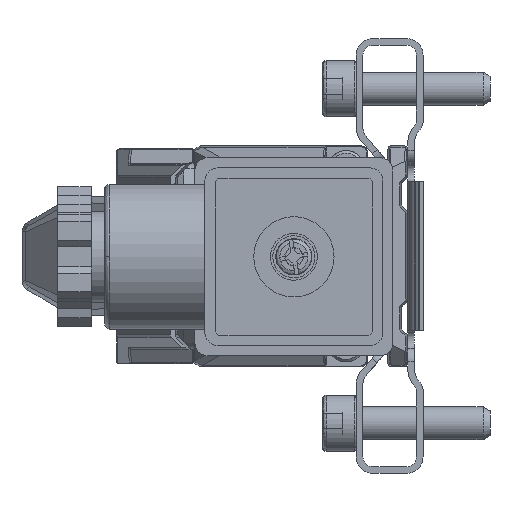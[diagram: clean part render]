
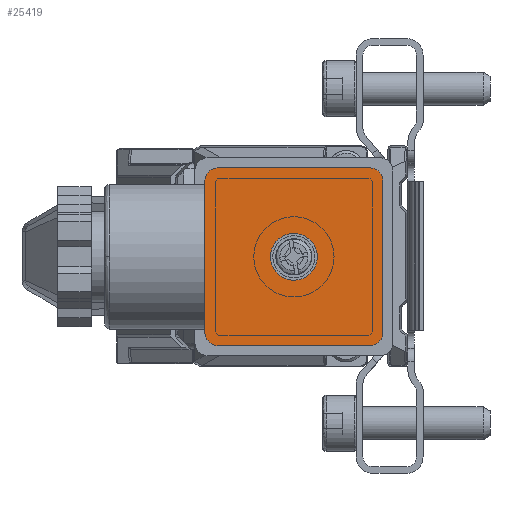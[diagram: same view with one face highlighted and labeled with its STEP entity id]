
A CAD part, left-side view. The second image highlights one B-rep face of the part: STEP entity #25419.
In plain terms, the highlighted planar face has unit normal (-1, 0, 0).
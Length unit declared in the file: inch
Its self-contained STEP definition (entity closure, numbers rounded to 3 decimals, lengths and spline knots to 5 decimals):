
#669 = AXIS2_PLACEMENT_3D ( 'NONE', #6916, #10448, #21336 ) ;
#956 = VERTEX_POINT ( 'NONE', #35259 ) ;
#1208 = EDGE_CURVE ( 'NONE', #10266, #31583, #6064, .T. ) ;
#1915 = LINE ( 'NONE', #30569, #38452 ) ;
#2359 = VERTEX_POINT ( 'NONE', #33084 ) ;
#3134 = CARTESIAN_POINT ( 'NONE',  ( -3.7874, 0.66984, -0.79045 ) ) ;
#6064 = LINE ( 'NONE', #45098, #17332 ) ;
#6271 = EDGE_CURVE ( 'NONE', #31583, #15015, #14570, .T. ) ;
#6328 = DIRECTION ( 'NONE',  ( 0., 0., -1. ) ) ;
#6916 = CARTESIAN_POINT ( 'NONE',  ( -3.7874, 1.11473, -0.20777 ) ) ;
#6976 = CARTESIAN_POINT ( 'NONE',  ( -3.7874, 1.11473, -1.17628 ) ) ;
#8732 = PLANE ( 'NONE',  #17814 ) ;
#10266 = VERTEX_POINT ( 'NONE', #26321 ) ;
#10448 = DIRECTION ( 'NONE',  ( 1., 0., 0. ) ) ;
#10515 = ORIENTED_EDGE ( 'NONE', *, *, #33394, .F. ) ;
#10872 = VERTEX_POINT ( 'NONE', #20723 ) ;
#11412 = DIRECTION ( 'NONE',  ( 0., -1., 0. ) ) ;
#11637 = DIRECTION ( 'NONE',  ( 1., 0., 0. ) ) ;
#14188 = DIRECTION ( 'NONE',  ( 0., 0., -1. ) ) ;
#14570 = CIRCLE ( 'NONE', #39511, 0.07874 ) ;
#15015 = VERTEX_POINT ( 'NONE', #31199 ) ;
#15107 = EDGE_CURVE ( 'NONE', #15015, #956, #16522, .T. ) ;
#15735 = ORIENTED_EDGE ( 'NONE', *, *, #6271, .F. ) ;
#15890 = DIRECTION ( 'NONE',  ( 1., 0., 0. ) ) ;
#16478 = CIRCLE ( 'NONE', #22512, 0.07874 ) ;
#16522 = LINE ( 'NONE', #23596, #46047 ) ;
#17332 = VECTOR ( 'NONE', #30921, 39.37008 ) ;
#17344 = VERTEX_POINT ( 'NONE', #29593 ) ;
#17814 = AXIS2_PLACEMENT_3D ( 'NONE', #19850, #37839, #19379 ) ;
#18112 = ORIENTED_EDGE ( 'NONE', *, *, #1208, .F. ) ;
#19379 = DIRECTION ( 'NONE',  ( 0., 0., 1. ) ) ;
#19850 = CARTESIAN_POINT ( 'NONE',  ( -3.7874, 1.19347, -1.17628 ) ) ;
#20723 = CARTESIAN_POINT ( 'NONE',  ( -3.7874, 1.11473, -0.12903 ) ) ;
#21336 = DIRECTION ( 'NONE',  ( 0., -1., 0. ) ) ;
#21586 = VERTEX_POINT ( 'NONE', #3134 ) ;
#22426 = CIRCLE ( 'NONE', #42829, 0.07874 ) ;
#22512 = AXIS2_PLACEMENT_3D ( 'NONE', #23658, #15890, #40984 ) ;
#23458 = EDGE_CURVE ( 'NONE', #956, #10872, #38435, .T. ) ;
#23596 = CARTESIAN_POINT ( 'NONE',  ( -3.7874, 1.19347, -1.17628 ) ) ;
#23658 = CARTESIAN_POINT ( 'NONE',  ( -3.7874, 0.22496, -0.20777 ) ) ;
#24290 = DIRECTION ( 'NONE',  ( -1., 0., 0. ) ) ;
#24952 = EDGE_CURVE ( 'NONE', #17344, #45025, #16478, .T. ) ;
#25419 = ADVANCED_FACE ( 'NONE', ( #41371, #37154 ), #8732, .F. ) ;
#26321 = CARTESIAN_POINT ( 'NONE',  ( -3.7874, 0.22496, -1.17628 ) ) ;
#27713 = ORIENTED_EDGE ( 'NONE', *, *, #33663, .F. ) ;
#28228 = EDGE_CURVE ( 'NONE', #2359, #10266, #22426, .T. ) ;
#29593 = CARTESIAN_POINT ( 'NONE',  ( -3.7874, 0.22496, -0.12903 ) ) ;
#30569 = CARTESIAN_POINT ( 'NONE',  ( -3.7874, 1.19347, -0.12903 ) ) ;
#30726 = EDGE_CURVE ( 'NONE', #10872, #17344, #1915, .T. ) ;
#30921 = DIRECTION ( 'NONE',  ( 0., 1., 0. ) ) ;
#30970 = CARTESIAN_POINT ( 'NONE',  ( -3.7874, 0.22496, -1.09754 ) ) ;
#31199 = CARTESIAN_POINT ( 'NONE',  ( -3.7874, 1.19347, -1.09754 ) ) ;
#31583 = VERTEX_POINT ( 'NONE', #6976 ) ;
#31714 = CARTESIAN_POINT ( 'NONE',  ( -3.7874, 0.14622, -1.17628 ) ) ;
#32170 = EDGE_LOOP ( 'NONE', ( #18112, #32882, #10515, #46516, #39780, #32465, #36834, #15735 ) ) ;
#32189 = LINE ( 'NONE', #31714, #35632 ) ;
#32465 = ORIENTED_EDGE ( 'NONE', *, *, #23458, .F. ) ;
#32491 = CARTESIAN_POINT ( 'NONE',  ( -3.7874, 0.14622, -0.20777 ) ) ;
#32742 = CARTESIAN_POINT ( 'NONE',  ( -3.7874, 1.11473, -1.09754 ) ) ;
#32882 = ORIENTED_EDGE ( 'NONE', *, *, #28228, .F. ) ;
#33084 = CARTESIAN_POINT ( 'NONE',  ( -3.7874, 0.14622, -1.09754 ) ) ;
#33394 = EDGE_CURVE ( 'NONE', #45025, #2359, #32189, .T. ) ;
#33663 = EDGE_CURVE ( 'NONE', #21586, #21586, #34886, .T. ) ;
#34886 = CIRCLE ( 'NONE', #44708, 0.1378 ) ;
#35195 = DIRECTION ( 'NONE',  ( 0., 0., 1. ) ) ;
#35259 = CARTESIAN_POINT ( 'NONE',  ( -3.7874, 1.19347, -0.20777 ) ) ;
#35632 = VECTOR ( 'NONE', #14188, 39.37008 ) ;
#36384 = EDGE_LOOP ( 'NONE', ( #27713 ) ) ;
#36834 = ORIENTED_EDGE ( 'NONE', *, *, #15107, .F. ) ;
#37154 = FACE_BOUND ( 'NONE', #36384, .T. ) ;
#37839 = DIRECTION ( 'NONE',  ( 1., 0., 0. ) ) ;
#38435 = CIRCLE ( 'NONE', #669, 0.07874 ) ;
#38452 = VECTOR ( 'NONE', #45218, 39.37008 ) ;
#39511 = AXIS2_PLACEMENT_3D ( 'NONE', #32742, #11637, #11412 ) ;
#39780 = ORIENTED_EDGE ( 'NONE', *, *, #30726, .F. ) ;
#40984 = DIRECTION ( 'NONE',  ( 0., -1., 0. ) ) ;
#41371 = FACE_OUTER_BOUND ( 'NONE', #32170, .T. ) ;
#42305 = DIRECTION ( 'NONE',  ( 0., -1., 0. ) ) ;
#42829 = AXIS2_PLACEMENT_3D ( 'NONE', #30970, #46307, #42305 ) ;
#44708 = AXIS2_PLACEMENT_3D ( 'NONE', #46526, #24290, #6328 ) ;
#45025 = VERTEX_POINT ( 'NONE', #32491 ) ;
#45098 = CARTESIAN_POINT ( 'NONE',  ( -3.7874, 1.19347, -1.17628 ) ) ;
#45218 = DIRECTION ( 'NONE',  ( 0., -1., 0. ) ) ;
#46047 = VECTOR ( 'NONE', #35195, 39.37008 ) ;
#46307 = DIRECTION ( 'NONE',  ( 1., 0., 0. ) ) ;
#46516 = ORIENTED_EDGE ( 'NONE', *, *, #24952, .F. ) ;
#46526 = CARTESIAN_POINT ( 'NONE',  ( -3.7874, 0.66984, -0.65265 ) ) ;
